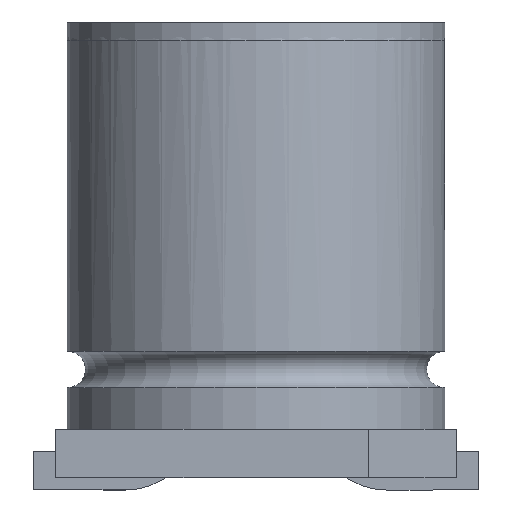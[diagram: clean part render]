
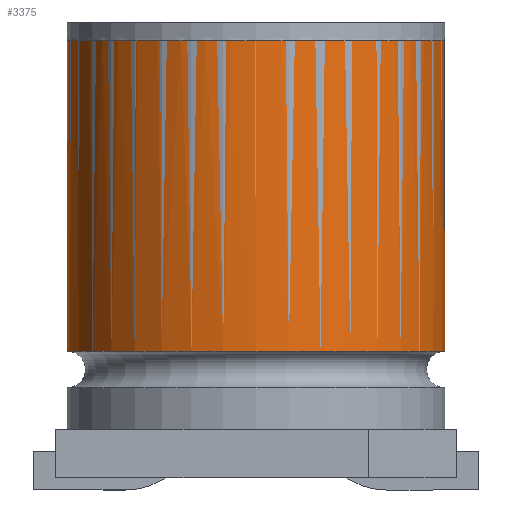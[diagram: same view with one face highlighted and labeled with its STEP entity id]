
A CAD part, left-side view. The second image highlights one B-rep face of the part: STEP entity #3375.
In plain terms, the highlighted cylindrical face has radius 3.11 mm (diameter 6.221 mm), a full revolution.
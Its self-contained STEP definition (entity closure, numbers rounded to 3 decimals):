
#3245 = ( BOUNDED_SURFACE() B_SPLINE_SURFACE(2,13,(
    (#3246,#3247,#3248,#3249,#3250,#3251,#3252,#3253,#3254,#3255,#3256
      ,#3257,#3258,#3259)
    ,(#3260,#3261,#3262,#3263,#3264,#3265,#3266,#3267,#3268,#3269,#3270
      ,#3271,#3272,#3273)
    ,(#3274,#3275,#3276,#3277,#3278,#3279,#3280,#3281,#3282,#3283,#3284
      ,#3285,#3286,#3287
)),.UNSPECIFIED.,.F.,.T.,.F.) B_SPLINE_SURFACE_WITH_KNOTS((3,3),(14,14),
  (0.,19.543),(0.,19.543),
.PIECEWISE_BEZIER_KNOTS.) GEOMETRIC_REPRESENTATION_ITEM() 
RATIONAL_B_SPLINE_SURFACE((
    (1.,1.,1.,1.,1.,1.
      ,1.,1.,1.,1.
      ,1.,1.,1.,1.)
    ,(0.707,0.707,0.707,0.707
      ,0.707,0.707,0.707,0.707
      ,0.707,0.707,0.707,0.707
      ,0.707,0.707)
    ,(1.,1.,1.,1.,1.,1.
      ,1.,1.,1.,1.
,1.,1.,1.,1.
  ))) REPRESENTATION_ITEM('') SURFACE() );
#3246 = CARTESIAN_POINT('',(2.81,0.,7.7));
#3247 = CARTESIAN_POINT('',(2.81,1.339,7.7));
#3248 = CARTESIAN_POINT('',(2.118,2.708,7.7));
#3249 = CARTESIAN_POINT('',(0.695,3.687,7.7));
#3250 = CARTESIAN_POINT('',(-1.265,3.838,7.7));
#3251 = CARTESIAN_POINT('',(-2.957,2.794,7.7));
#3252 = CARTESIAN_POINT('',(-4.198,1.27,7.7));
#3253 = CARTESIAN_POINT('',(-4.198,-1.27,7.7));
#3254 = CARTESIAN_POINT('',(-2.957,-2.794,7.7));
#3255 = CARTESIAN_POINT('',(-1.265,-3.838,7.7));
#3256 = CARTESIAN_POINT('',(0.695,-3.687,7.7));
#3257 = CARTESIAN_POINT('',(2.118,-2.708,7.7));
#3258 = CARTESIAN_POINT('',(2.81,-1.339,7.7));
#3259 = CARTESIAN_POINT('',(2.81,0.,7.7));
#3260 = CARTESIAN_POINT('',(3.11,0.,7.7));
#3261 = CARTESIAN_POINT('',(3.11,1.482,7.7));
#3262 = CARTESIAN_POINT('',(2.345,2.997,7.7));
#3263 = CARTESIAN_POINT('',(0.769,4.081,7.7));
#3264 = CARTESIAN_POINT('',(-1.4,4.248,7.7));
#3265 = CARTESIAN_POINT('',(-3.273,3.092,7.7));
#3266 = CARTESIAN_POINT('',(-4.647,1.406,7.7));
#3267 = CARTESIAN_POINT('',(-4.647,-1.406,7.7));
#3268 = CARTESIAN_POINT('',(-3.273,-3.092,7.7));
#3269 = CARTESIAN_POINT('',(-1.4,-4.248,7.7));
#3270 = CARTESIAN_POINT('',(0.769,-4.081,7.7));
#3271 = CARTESIAN_POINT('',(2.345,-2.997,7.7));
#3272 = CARTESIAN_POINT('',(3.11,-1.482,7.7));
#3273 = CARTESIAN_POINT('',(3.11,0.,7.7));
#3274 = CARTESIAN_POINT('',(3.11,0.,7.4));
#3275 = CARTESIAN_POINT('',(3.11,1.482,7.4));
#3276 = CARTESIAN_POINT('',(2.345,2.997,7.4));
#3277 = CARTESIAN_POINT('',(0.769,4.081,7.4));
#3278 = CARTESIAN_POINT('',(-1.4,4.248,7.4));
#3279 = CARTESIAN_POINT('',(-3.273,3.092,7.4));
#3280 = CARTESIAN_POINT('',(-4.647,1.406,
    7.4));
#3281 = CARTESIAN_POINT('',(-4.647,-1.406,
    7.4));
#3282 = CARTESIAN_POINT('',(-3.273,-3.092,7.4
    ));
#3283 = CARTESIAN_POINT('',(-1.4,-4.248,7.4));
#3284 = CARTESIAN_POINT('',(0.769,-4.081,7.4));
#3285 = CARTESIAN_POINT('',(2.345,-2.997,7.4));
#3286 = CARTESIAN_POINT('',(3.11,-1.482,7.4));
#3287 = CARTESIAN_POINT('',(3.11,0.,7.4));
#3300 = VERTEX_POINT('',#3301);
#3301 = CARTESIAN_POINT('',(3.11,0.,7.4));
#3322 = EDGE_CURVE('',#3300,#3300,#3323,.T.);
#3323 = SURFACE_CURVE('',#3324,(#3339,#3346),.PCURVE_S1.);
#3324 = ( BOUNDED_CURVE() B_SPLINE_CURVE(13,(#3325,#3326,#3327,#3328,
    #3329,#3330,#3331,#3332,#3333,#3334,#3335,#3336,#3337,#3338),
.UNSPECIFIED.,.T.,.F.) B_SPLINE_CURVE_WITH_KNOTS((14,14),(
0.,19.543),.PIECEWISE_BEZIER_KNOTS.) CURVE() 
GEOMETRIC_REPRESENTATION_ITEM() RATIONAL_B_SPLINE_CURVE((1.,1.,
    1.,1.,1.,1.,
    1.,1.,1.,1.,
1.,1.,1.,1.)) REPRESENTATION_ITEM('') );
#3325 = CARTESIAN_POINT('',(3.11,0.,7.4));
#3326 = CARTESIAN_POINT('',(3.11,1.482,7.4));
#3327 = CARTESIAN_POINT('',(2.345,2.997,7.4));
#3328 = CARTESIAN_POINT('',(0.769,4.081,7.4));
#3329 = CARTESIAN_POINT('',(-1.4,4.248,7.4));
#3330 = CARTESIAN_POINT('',(-3.273,3.092,7.4));
#3331 = CARTESIAN_POINT('',(-4.647,1.406,
    7.4));
#3332 = CARTESIAN_POINT('',(-4.647,-1.406,
    7.4));
#3333 = CARTESIAN_POINT('',(-3.273,-3.092,7.4
    ));
#3334 = CARTESIAN_POINT('',(-1.4,-4.248,7.4));
#3335 = CARTESIAN_POINT('',(0.769,-4.081,7.4));
#3336 = CARTESIAN_POINT('',(2.345,-2.997,7.4));
#3337 = CARTESIAN_POINT('',(3.11,-1.482,7.4));
#3338 = CARTESIAN_POINT('',(3.11,0.,7.4));
#3339 = PCURVE('',#3245,#3340);
#3340 = DEFINITIONAL_REPRESENTATION('',(#3341),#3345);
#3341 = LINE('',#3342,#3343);
#3342 = CARTESIAN_POINT('',(19.543,0.));
#3343 = VECTOR('',#3344,1.);
#3344 = DIRECTION('',(0.,1.));
#3345 = ( GEOMETRIC_REPRESENTATION_CONTEXT(2) 
PARAMETRIC_REPRESENTATION_CONTEXT() REPRESENTATION_CONTEXT('2D SPACE',''
  ) );
#3346 = PCURVE('',#3347,#3352);
#3347 = CYLINDRICAL_SURFACE('',#3348,3.11);
#3348 = AXIS2_PLACEMENT_3D('',#3349,#3350,#3351);
#3349 = CARTESIAN_POINT('',(0.,0.,7.7));
#3350 = DIRECTION('',(0.,0.,1.));
#3351 = DIRECTION('',(1.,0.,0.));
#3352 = DEFINITIONAL_REPRESENTATION('',(#3353),#3372);
#3353 = B_SPLINE_CURVE_WITH_KNOTS('',9,(#3354,#3355,#3356,#3357,#3358,
    #3359,#3360,#3361,#3362,#3363,#3364,#3365,#3366,#3367,#3368,#3369,
    #3370,#3371),.UNSPECIFIED.,.F.,.F.,(10,8,10),(0.,
    9.771,19.543),.UNSPECIFIED.);
#3354 = CARTESIAN_POINT('',(0.,-0.3));
#3355 = CARTESIAN_POINT('',(0.344,-0.3));
#3356 = CARTESIAN_POINT('',(0.694,-0.3));
#3357 = CARTESIAN_POINT('',(1.045,-0.3));
#3358 = CARTESIAN_POINT('',(1.396,-0.3));
#3359 = CARTESIAN_POINT('',(1.745,-0.3));
#3360 = CARTESIAN_POINT('',(2.095,-0.3));
#3361 = CARTESIAN_POINT('',(2.443,-0.3));
#3362 = CARTESIAN_POINT('',(2.793,-0.3));
#3363 = CARTESIAN_POINT('',(3.491,-0.3));
#3364 = CARTESIAN_POINT('',(3.84,-0.3));
#3365 = CARTESIAN_POINT('',(4.189,-0.3));
#3366 = CARTESIAN_POINT('',(4.538,-0.3));
#3367 = CARTESIAN_POINT('',(4.887,-0.3));
#3368 = CARTESIAN_POINT('',(5.238,-0.3));
#3369 = CARTESIAN_POINT('',(5.589,-0.3));
#3370 = CARTESIAN_POINT('',(5.939,-0.3));
#3371 = CARTESIAN_POINT('',(6.283,-0.3));
#3372 = ( GEOMETRIC_REPRESENTATION_CONTEXT(2) 
PARAMETRIC_REPRESENTATION_CONTEXT() REPRESENTATION_CONTEXT('2D SPACE',''
  ) );
#3375 = ADVANCED_FACE('',(#3376),#3347,.T.);
#3376 = FACE_BOUND('',#3377,.T.);
#3377 = EDGE_LOOP('',(#3378,#3401,#3428,#3429));
#3378 = ORIENTED_EDGE('',*,*,#3379,.F.);
#3379 = EDGE_CURVE('',#3380,#3300,#3382,.T.);
#3380 = VERTEX_POINT('',#3381);
#3381 = CARTESIAN_POINT('',(3.11,0.,2.286));
#3382 = SEAM_CURVE('',#3383,(#3387,#3394),.PCURVE_S1.);
#3383 = LINE('',#3384,#3385);
#3384 = CARTESIAN_POINT('',(3.11,0.,7.7));
#3385 = VECTOR('',#3386,1.);
#3386 = DIRECTION('',(0.,0.,1.));
#3387 = PCURVE('',#3347,#3388);
#3388 = DEFINITIONAL_REPRESENTATION('',(#3389),#3393);
#3389 = LINE('',#3390,#3391);
#3390 = CARTESIAN_POINT('',(0.,0.));
#3391 = VECTOR('',#3392,1.);
#3392 = DIRECTION('',(0.,1.));
#3393 = ( GEOMETRIC_REPRESENTATION_CONTEXT(2) 
PARAMETRIC_REPRESENTATION_CONTEXT() REPRESENTATION_CONTEXT('2D SPACE',''
  ) );
#3394 = PCURVE('',#3347,#3395);
#3395 = DEFINITIONAL_REPRESENTATION('',(#3396),#3400);
#3396 = LINE('',#3397,#3398);
#3397 = CARTESIAN_POINT('',(6.283,0.));
#3398 = VECTOR('',#3399,1.);
#3399 = DIRECTION('',(0.,1.));
#3400 = ( GEOMETRIC_REPRESENTATION_CONTEXT(2) 
PARAMETRIC_REPRESENTATION_CONTEXT() REPRESENTATION_CONTEXT('2D SPACE',''
  ) );
#3401 = ORIENTED_EDGE('',*,*,#3402,.T.);
#3402 = EDGE_CURVE('',#3380,#3380,#3403,.T.);
#3403 = SURFACE_CURVE('',#3404,(#3409,#3416),.PCURVE_S1.);
#3404 = CIRCLE('',#3405,3.11);
#3405 = AXIS2_PLACEMENT_3D('',#3406,#3407,#3408);
#3406 = CARTESIAN_POINT('',(0.,0.,2.286));
#3407 = DIRECTION('',(0.,-0.,1.));
#3408 = DIRECTION('',(1.,0.,0.));
#3409 = PCURVE('',#3347,#3410);
#3410 = DEFINITIONAL_REPRESENTATION('',(#3411),#3415);
#3411 = LINE('',#3412,#3413);
#3412 = CARTESIAN_POINT('',(0.,-5.414));
#3413 = VECTOR('',#3414,1.);
#3414 = DIRECTION('',(1.,0.));
#3415 = ( GEOMETRIC_REPRESENTATION_CONTEXT(2) 
PARAMETRIC_REPRESENTATION_CONTEXT() REPRESENTATION_CONTEXT('2D SPACE',''
  ) );
#3416 = PCURVE('',#3417,#3422);
#3417 = TOROIDAL_SURFACE('',#3418,3.11,0.3);
#3418 = AXIS2_PLACEMENT_3D('',#3419,#3420,#3421);
#3419 = CARTESIAN_POINT('',(0.,0.,1.986));
#3420 = DIRECTION('',(0.,0.,1.));
#3421 = DIRECTION('',(1.,0.,0.));
#3422 = DEFINITIONAL_REPRESENTATION('',(#3423),#3427);
#3423 = LINE('',#3424,#3425);
#3424 = CARTESIAN_POINT('',(0.,1.571));
#3425 = VECTOR('',#3426,1.);
#3426 = DIRECTION('',(1.,0.));
#3427 = ( GEOMETRIC_REPRESENTATION_CONTEXT(2) 
PARAMETRIC_REPRESENTATION_CONTEXT() REPRESENTATION_CONTEXT('2D SPACE',''
  ) );
#3428 = ORIENTED_EDGE('',*,*,#3379,.T.);
#3429 = ORIENTED_EDGE('',*,*,#3322,.F.);
